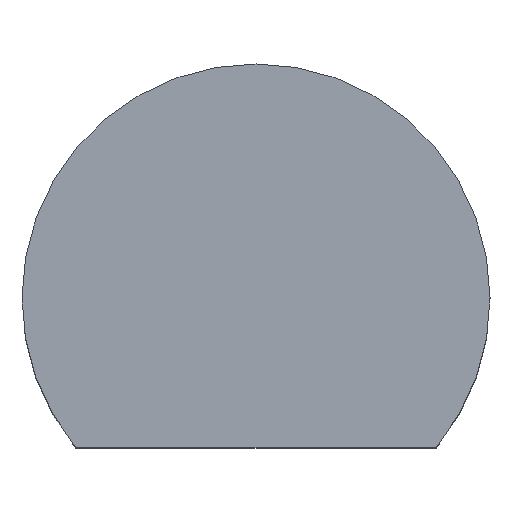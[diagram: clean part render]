
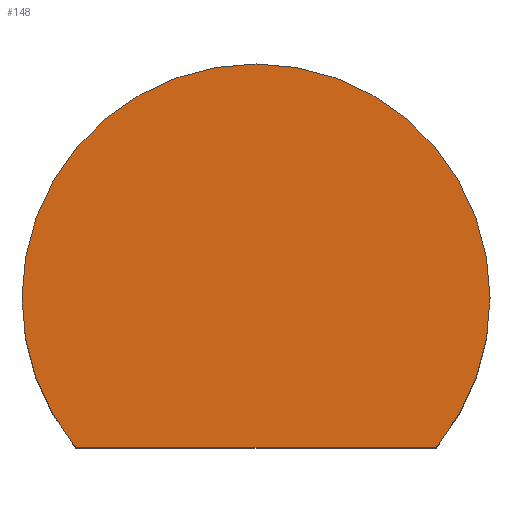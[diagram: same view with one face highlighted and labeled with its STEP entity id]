
A CAD part, top view. The second image highlights one B-rep face of the part: STEP entity #148.
In plain terms, the highlighted planar face has unit normal (0, 0, 1).
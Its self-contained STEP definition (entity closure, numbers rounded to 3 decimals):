
#35 = ORIENTED_EDGE ( 'NONE', *, *, #234, .T. ) ;
#36 = ORIENTED_EDGE ( 'NONE', *, *, #173, .T. ) ;
#148 = ADVANCED_FACE ( 'NONE', ( #363 ), #566, .T. ) ;
#149 = EDGE_LOOP ( 'NONE', ( #150, #152, #36, #35 ) ) ;
#150 = ORIENTED_EDGE ( 'NONE', *, *, #151, .F. ) ;
#151 = EDGE_CURVE ( 'NONE', #249, #235, #618, .T. ) ;
#152 = ORIENTED_EDGE ( 'NONE', *, *, #248, .T. ) ;
#173 = EDGE_CURVE ( 'NONE', #239, #221, #564, .T. ) ;
#221 = VERTEX_POINT ( 'NONE', #556 ) ;
#234 = EDGE_CURVE ( 'NONE', #221, #235, #597, .T. ) ;
#235 = VERTEX_POINT ( 'NONE', #587 ) ;
#239 = VERTEX_POINT ( 'NONE', #605 ) ;
#248 = EDGE_CURVE ( 'NONE', #249, #239, #516, .T. ) ;
#249 = VERTEX_POINT ( 'NONE', #511 ) ;
#363 = FACE_OUTER_BOUND ( 'NONE', #149, .T. ) ;
#511 = CARTESIAN_POINT ( 'NONE',  ( 1.849, -1.53, 8. ) ) ;
#512 = DIRECTION ( 'NONE',  ( 1., 0., 0. ) ) ;
#513 = DIRECTION ( 'NONE',  ( 0., 0., 1. ) ) ;
#514 = CARTESIAN_POINT ( 'NONE',  ( 0., 0., 8. ) ) ;
#515 = AXIS2_PLACEMENT_3D ( 'NONE', #514, #513, #512 ) ;
#516 = CIRCLE ( 'NONE', #515, 2.4 ) ;
#525 = CARTESIAN_POINT ( 'NONE',  ( 0., 0., 8. ) ) ;
#526 = AXIS2_PLACEMENT_3D ( 'NONE', #525, #601, #600 ) ;
#556 = CARTESIAN_POINT ( 'NONE',  ( -2.4, 0., 8. ) ) ;
#563 = CARTESIAN_POINT ( 'NONE',  ( 0., 0., 8. ) ) ;
#564 = CIRCLE ( 'NONE', #570, 2.4 ) ;
#566 = PLANE ( 'NONE',  #526 ) ;
#568 = DIRECTION ( 'NONE',  ( 1., 0., 0. ) ) ;
#569 = DIRECTION ( 'NONE',  ( 0., 0., 1. ) ) ;
#570 = AXIS2_PLACEMENT_3D ( 'NONE', #563, #569, #568 ) ;
#587 = CARTESIAN_POINT ( 'NONE',  ( -1.849, -1.53, 8. ) ) ;
#588 = DIRECTION ( 'NONE',  ( 1., 0., 0. ) ) ;
#589 = DIRECTION ( 'NONE',  ( 0., 0., 1. ) ) ;
#590 = CARTESIAN_POINT ( 'NONE',  ( 0., 0., 8. ) ) ;
#591 = AXIS2_PLACEMENT_3D ( 'NONE', #590, #589, #588 ) ;
#597 = CIRCLE ( 'NONE', #591, 2.4 ) ;
#600 = DIRECTION ( 'NONE',  ( 1., 0., 0. ) ) ;
#601 = DIRECTION ( 'NONE',  ( 0., 0., 1. ) ) ;
#605 = CARTESIAN_POINT ( 'NONE',  ( 2.4, 0., 8. ) ) ;
#616 = DIRECTION ( 'NONE',  ( -1., 0., 0. ) ) ;
#617 = CARTESIAN_POINT ( 'NONE',  ( -1.9, -1.53, 8. ) ) ;
#618 = LINE ( 'NONE', #617, #620 ) ;
#620 = VECTOR ( 'NONE', #616, 1000. ) ;
